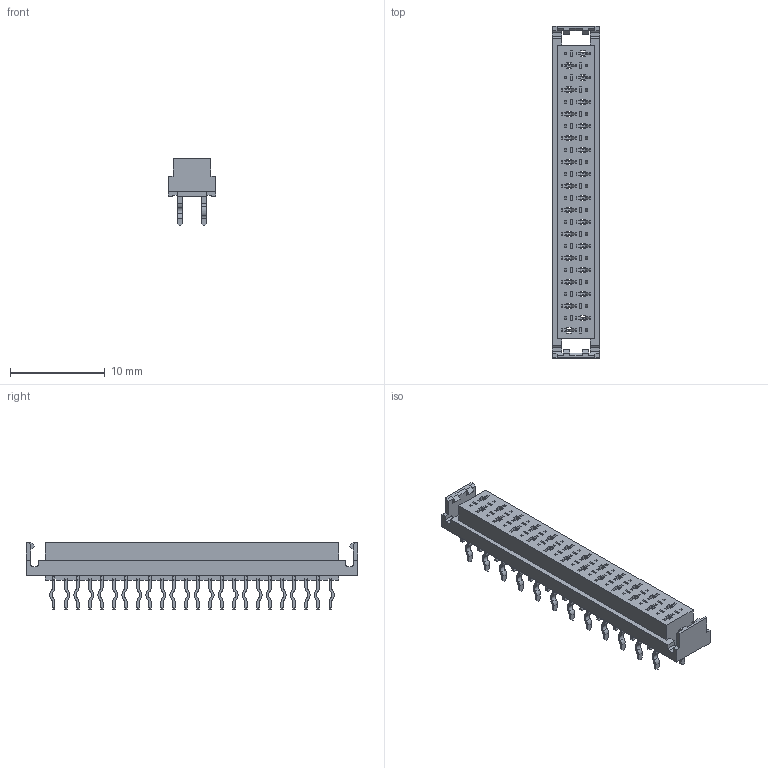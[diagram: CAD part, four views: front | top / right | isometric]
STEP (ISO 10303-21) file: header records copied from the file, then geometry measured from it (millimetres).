
FILE_DESCRIPTION(/* description */ ('Unknown'),/* implementation_level */ '2;1');
FILE_NAME(/* name */ 'J_Wurth_WR-MM_690367192472',/* time_stamp */ '2025-05-08T10:43:47+08:00',/* author */ ('Unknown'),/* organization */ ('Unknown'),/* preprocessor_version */ 'ST-DEVELOPER v19.4',/* originating_system */ 'Solid Edge',/* authorisation */ 'Unknown');
FILE_SCHEMA (('AUTOMOTIVE_DESIGN {1 0 10303 214 3 1 1}'));
Products named in the file (2): J_Wurth_WR-MM_690367192472
Assembly tree (1 placements, depth 2):
  J_Wurth_WR-MM_690367192472
    J_Wurth_WR-MM_690367192472
Bounding box: 5 x 35.08 x 7.1 mm (x, y, z)
Volume: 532.6 mm3; surface area: 1228.4 mm2
Topology: 1 solids, 1 shells, 2013 faces, 5774 edges, 3688 vertices
Faces by surface type: plane 1525, cylinder 488
Entity records: 79258 total; most frequent: CARTESIAN_POINT 11621, ORIENTED_EDGE 11548, DIRECTION 10780, EDGE_CURVE 5774, LINE 4702, VECTOR 4702, VERTEX_POINT 3688, AXIS2_PLACEMENT_3D 3039
